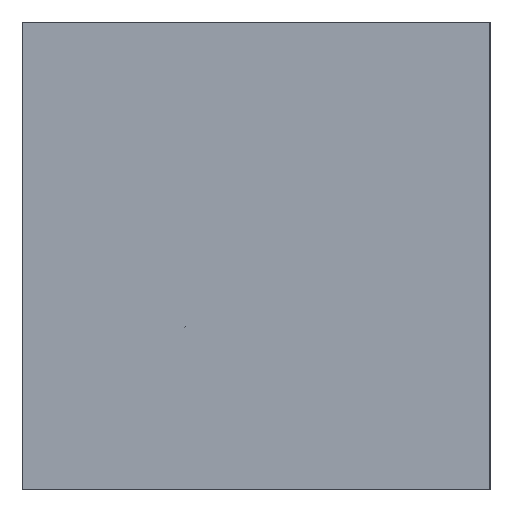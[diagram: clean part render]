
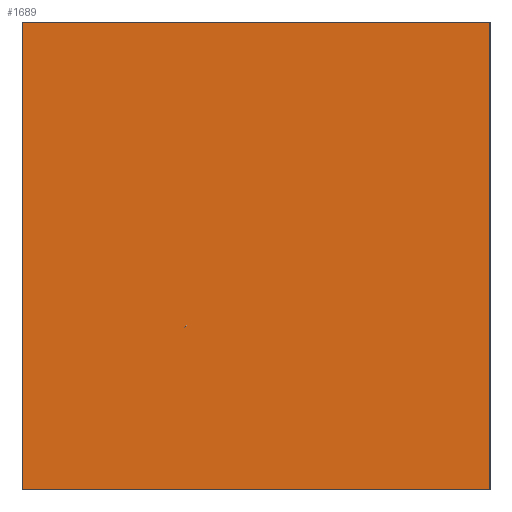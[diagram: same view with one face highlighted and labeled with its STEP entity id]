
A CAD part, left-side view. The second image highlights one B-rep face of the part: STEP entity #1689.
In plain terms, the highlighted planar face has unit normal (-1, 0, 0).
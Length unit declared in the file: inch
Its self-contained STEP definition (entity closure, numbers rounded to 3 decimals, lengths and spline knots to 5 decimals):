
#158=PLANE('',#1827);
#255=FACE_OUTER_BOUND('',#365,.T.);
#365=EDGE_LOOP('',(#1507,#1508,#1509,#1510));
#473=LINE('',#7143,#601);
#491=LINE('',#7178,#619);
#492=LINE('',#7181,#620);
#493=LINE('',#7182,#621);
#601=VECTOR('',#2156,0.3937);
#619=VECTOR('',#2188,0.3937);
#620=VECTOR('',#2191,0.3937);
#621=VECTOR('',#2192,0.3937);
#799=VERTEX_POINT('',#7140);
#800=VERTEX_POINT('',#7142);
#810=VERTEX_POINT('',#7176);
#811=VERTEX_POINT('',#7180);
#1029=EDGE_CURVE('',#799,#800,#473,.T.);
#1047=EDGE_CURVE('',#799,#810,#491,.T.);
#1048=EDGE_CURVE('',#811,#810,#492,.T.);
#1049=EDGE_CURVE('',#800,#811,#493,.T.);
#1507=ORIENTED_EDGE('',*,*,#1047,.T.);
#1508=ORIENTED_EDGE('',*,*,#1048,.F.);
#1509=ORIENTED_EDGE('',*,*,#1049,.F.);
#1510=ORIENTED_EDGE('',*,*,#1029,.F.);
#1689=ADVANCED_FACE('',(#255),#158,.T.);
#1827=AXIS2_PLACEMENT_3D('',#7179,#2189,#2190);
#2156=DIRECTION('',(0.,1.,0.));
#2188=DIRECTION('',(0.,0.,1.));
#2189=DIRECTION('center_axis',(-1.,0.,0.));
#2190=DIRECTION('ref_axis',(0.,-1.,0.));
#2191=DIRECTION('',(0.,-1.,0.));
#2192=DIRECTION('',(0.,0.,1.));
#7140=CARTESIAN_POINT('',(-4.375,-1.,-1.));
#7142=CARTESIAN_POINT('',(-4.375,1.,-1.));
#7143=CARTESIAN_POINT('',(-4.375,-1.,-1.));
#7176=CARTESIAN_POINT('',(-4.375,-1.,1.));
#7178=CARTESIAN_POINT('',(-4.375,-1.,0.));
#7179=CARTESIAN_POINT('Origin',(-4.375,1.,0.));
#7180=CARTESIAN_POINT('',(-4.375,1.,1.));
#7181=CARTESIAN_POINT('',(-4.375,-1.,1.));
#7182=CARTESIAN_POINT('',(-4.375,1.,0.));
